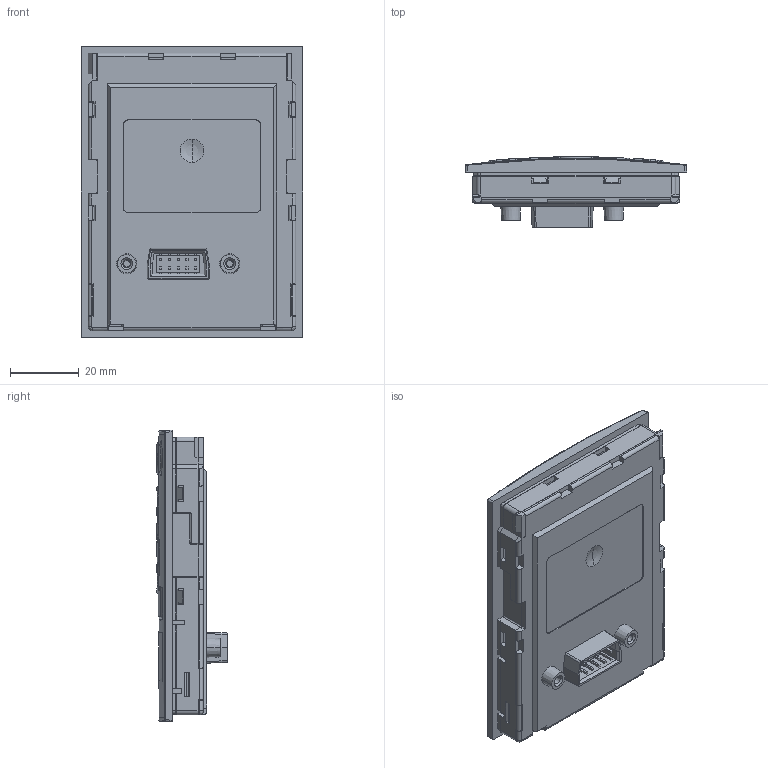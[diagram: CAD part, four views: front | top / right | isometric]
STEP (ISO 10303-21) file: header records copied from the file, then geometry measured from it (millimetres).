
FILE_DESCRIPTION((''),'2;1');
FILE_NAME('132B9106_ASM','2017-01-13T',('u242158'),('Danfoss Power Electronics'),'CREO PARAMETRIC BY PTC INC, 2015480','CREO PARAMETRIC BY PTC INC, 2015480','');
FILE_SCHEMA(('CONFIG_CONTROL_DESIGN','GEOMETRIC_VALIDATION_PROPERTIES_MIM'));
Products named in the file (29): 132B4302; 132B4032; 132B5316; 130B4642; 132B5711; PCBA_LCP_EMD_ASM; 132B3307; 132B4303; ADHESIVE_KEYPAD_NLCP_EMD; 132B7024_OCT28; RFF008016XXX005-R0603_50000; MPAD-MPAD10ND_0; I_SOT23-REFL_IPC__H013_135000; CKF008016XXX-C0603_80000; CKF016032XXX-C1206_180000; I_QFP64_80-QFP64_____H016_12000; I_SO8_127-REFL_IPC__H020_175000; LFF013020XXX-L0805_105000; I_SOT223-REFLO_____H018_180000; CKF016032XXX-C1206_160000; SYM_PCB_MARK-ANTISTATIC_0; I_LEDM670_2T-LED_______H014_140; I_LEDY876_2S-LED_X2____H012_120; MXTAL_HC49SD-HC49SDLF__H045_450; SMA-SOD15_244000; RFF013020XXX013-R0805_130000; 132B5707; 132B7024_OCT28_ASM; 132B9106_ASM
Assembly tree (170 placements, depth 3):
  132B9106_ASM
    132B4302
    132B4032
    132B5316
    130B4642
    PCBA_LCP_EMD_ASM
      132B5711  x8
    132B3307  x2
    132B4303
    ADHESIVE_KEYPAD_NLCP_EMD
    132B7024_OCT28_ASM
      132B7024_OCT28
      RFF008016XXX005-R0603_50000  x49
      MPAD-MPAD10ND_0  x50
      I_SOT23-REFL_IPC__H013_135000  x7
      CKF008016XXX-C0603_80000  x17
      CKF016032XXX-C1206_180000  x3
      I_QFP64_80-QFP64_____H016_12000
      I_SO8_127-REFL_IPC__H020_175000
      LFF013020XXX-L0805_105000  x2
      I_SOT223-REFLO_____H018_180000
      CKF016032XXX-C1206_160000  x4
      SYM_PCB_MARK-ANTISTATIC_0
      I_LEDM670_2T-LED_______H014_140  x6
      I_LEDY876_2S-LED_X2____H012_120  x4
      MXTAL_HC49SD-HC49SDLF__H045_450
      132B5711
      SMA-SOD15_244000
      RFF013020XXX013-R0805_130000
      132B5707
Bounding box: 64.5 x 20.5 x 85 mm (x, y, z)
Volume: 39959.3 mm3; surface area: 68728.9 mm2
Topology: 169 solids, 169 shells, 8009 faces, 20901 edges, 13591 vertices
Faces by surface type: plane 5803, cylinder 1264, bspline 665, cone 122, sphere 94, torus 43, extrusion 18
Entity records: 270671 total; most frequent: CARTESIAN_POINT 78749, ORIENTED_EDGE 31446, DIRECTION 27419, EDGE_CURVE 15723, PRESENTATION_STYLE_ASSIGNMENT 14167, STYLED_ITEM 14142, CURVE_STYLE 13604, VECTOR 11747
